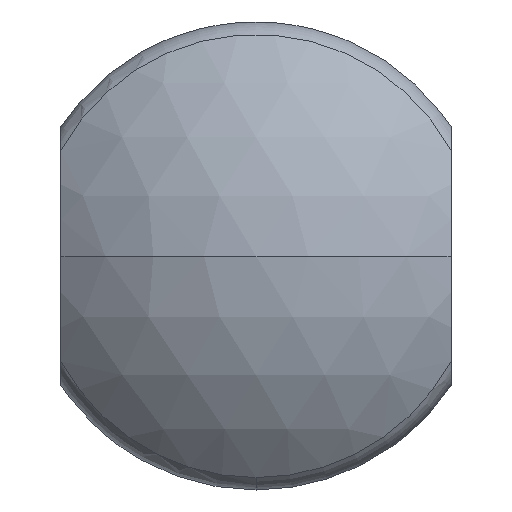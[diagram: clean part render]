
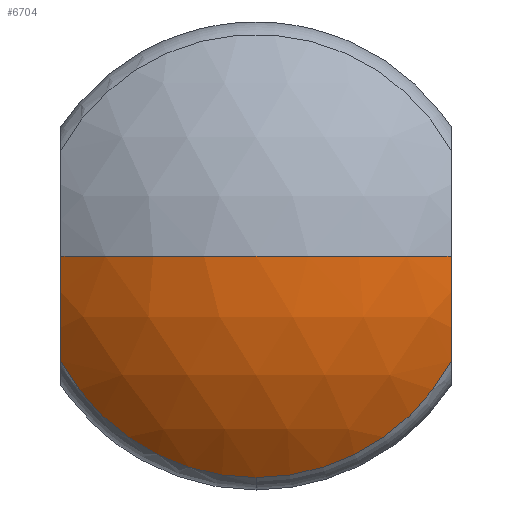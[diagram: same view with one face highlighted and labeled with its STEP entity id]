
A CAD part, front view. The second image highlights one B-rep face of the part: STEP entity #6704.
In plain terms, the highlighted spherical face has radius 25 mm.
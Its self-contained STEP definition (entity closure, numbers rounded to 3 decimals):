
#514 = CARTESIAN_POINT ( 'NONE',  ( 0., -85., 0. ) ) ;
#801 = VERTEX_POINT ( 'NONE', #2168 ) ;
#1279 = ORIENTED_EDGE ( 'NONE', *, *, #7773, .F. ) ;
#1290 = CIRCLE ( 'NONE', #6279, 17.045 ) ;
#1379 = ORIENTED_EDGE ( 'NONE', *, *, #7914, .F. ) ;
#1401 = VERTEX_POINT ( 'NONE', #5473 ) ;
#1843 = DIRECTION ( 'NONE',  ( 0., 0., -1. ) ) ;
#1892 = AXIS2_PLACEMENT_3D ( 'NONE', #3640, #4320, #7584 ) ;
#1898 = EDGE_LOOP ( 'NONE', ( #1379, #6008, #1279, #5571, #7036, #3507 ) ) ;
#2147 = CARTESIAN_POINT ( 'NONE',  ( 0., -103.288, 0. ) ) ;
#2168 = CARTESIAN_POINT ( 'NONE',  ( -15., -105., 0. ) ) ;
#2470 = VERTEX_POINT ( 'NONE', #6988 ) ;
#3087 = CIRCLE ( 'NONE', #3267, 17.045 ) ;
#3139 = CARTESIAN_POINT ( 'NONE',  ( 15., -105., 0. ) ) ;
#3141 = DIRECTION ( 'NONE',  ( -1., 0., 0. ) ) ;
#3198 = CARTESIAN_POINT ( 'NONE',  ( -15., -85., 0. ) ) ;
#3243 = DIRECTION ( 'NONE',  ( -1., 0., 0. ) ) ;
#3265 = DIRECTION ( 'NONE',  ( 0., 0., 1. ) ) ;
#3267 = AXIS2_PLACEMENT_3D ( 'NONE', #2147, #8129, #3475 ) ;
#3475 = DIRECTION ( 'NONE',  ( 0., 0., -1. ) ) ;
#3507 = ORIENTED_EDGE ( 'NONE', *, *, #4011, .T. ) ;
#3638 = CARTESIAN_POINT ( 'NONE',  ( 0., -103.288, 0. ) ) ;
#3640 = CARTESIAN_POINT ( 'NONE',  ( 0., -85., 0. ) ) ;
#4011 = EDGE_CURVE ( 'Defeature ausgef�hrt1_105+Defeature ausgef�hrt1_108+Defeature ausgef�hrt1_110+Defeature ausgef�hrt1_109', #1401, #2470, #3087, .T. ) ;
#4065 = AXIS2_PLACEMENT_3D ( 'NONE', #3198, #6473, #7806 ) ;
#4320 = DIRECTION ( 'NONE',  ( 0., 0., 1. ) ) ;
#4582 = DIRECTION ( 'NONE',  ( 1., 0., 0. ) ) ;
#4609 = VERTEX_POINT ( 'NONE', #3139 ) ;
#4991 = DIRECTION ( 'NONE',  ( 0., -1., 0. ) ) ;
#5289 = CARTESIAN_POINT ( 'NONE',  ( 0., -110., 0. ) ) ;
#5361 = AXIS2_PLACEMENT_3D ( 'NONE', #7873, #4582, #3265 ) ;
#5473 = CARTESIAN_POINT ( 'NONE',  ( 0., -103.288, -17.045 ) ) ;
#5543 = VERTEX_POINT ( 'NONE', #5289 ) ;
#5571 = ORIENTED_EDGE ( 'NONE', *, *, #6259, .F. ) ;
#5651 = DIRECTION ( 'NONE',  ( 0., 0., -1. ) ) ;
#5697 = VERTEX_POINT ( 'NONE', #6836 ) ;
#5720 = CIRCLE ( 'NONE', #7677, 25. ) ;
#5866 = SPHERICAL_SURFACE ( 'NONE', #7007, 25. ) ;
#5892 = EDGE_CURVE ( 'Defeature ausgef�hrt1_105+Defeature ausgef�hrt1_108+Defeature ausgef�hrt1_110+Defeature ausgef�hrt1_109', #5697, #1401, #1290, .T. ) ;
#5920 = CIRCLE ( 'NONE', #1892, 25. ) ;
#6008 = ORIENTED_EDGE ( 'NONE', *, *, #7331, .T. ) ;
#6077 = FACE_OUTER_BOUND ( 'NONE', #1898, .T. ) ;
#6259 = EDGE_CURVE ( 'Defeature ausgef�hrt1_110+Defeature ausgef�hrt1_105+Defeature ausgef�hrt1_108+Defeature ausgef�hrt1_104', #5697, #801, #6382, .T. ) ;
#6279 = AXIS2_PLACEMENT_3D ( 'NONE', #3638, #4991, #5651 ) ;
#6382 = CIRCLE ( 'NONE', #4065, 20. ) ;
#6387 = DIRECTION ( 'NONE',  ( 0., 0., -1. ) ) ;
#6473 = DIRECTION ( 'NONE',  ( -1., 0., 0. ) ) ;
#6532 = CIRCLE ( 'NONE', #5361, 20. ) ;
#6548 = CARTESIAN_POINT ( 'NONE',  ( 0., -85., 0. ) ) ;
#6704 = ADVANCED_FACE ( 'Defeature ausgef�hrt1_105', ( #6077 ), #5866, .T. ) ;
#6836 = CARTESIAN_POINT ( 'NONE',  ( -15., -103.288, -8.096 ) ) ;
#6988 = CARTESIAN_POINT ( 'NONE',  ( 15., -103.288, -8.096 ) ) ;
#7007 = AXIS2_PLACEMENT_3D ( 'NONE', #514, #6387, #3141 ) ;
#7036 = ORIENTED_EDGE ( 'NONE', *, *, #5892, .T. ) ;
#7331 = EDGE_CURVE ( 'NONE', #4609, #5543, #5720, .T. ) ;
#7584 = DIRECTION ( 'NONE',  ( 1., 0., 0. ) ) ;
#7677 = AXIS2_PLACEMENT_3D ( 'NONE', #6548, #1843, #3243 ) ;
#7773 = EDGE_CURVE ( 'NONE', #801, #5543, #5920, .T. ) ;
#7806 = DIRECTION ( 'NONE',  ( 0., 0., -1. ) ) ;
#7873 = CARTESIAN_POINT ( 'NONE',  ( 15., -85., 0. ) ) ;
#7914 = EDGE_CURVE ( 'Defeature ausgef�hrt1_109+Defeature ausgef�hrt1_105+Defeature ausgef�hrt1_104+Defeature ausgef�hrt1_108', #4609, #2470, #6532, .T. ) ;
#8129 = DIRECTION ( 'NONE',  ( 0., -1., 0. ) ) ;
